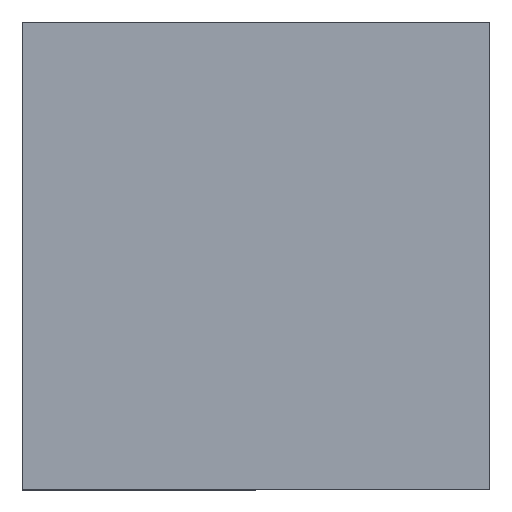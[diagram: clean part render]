
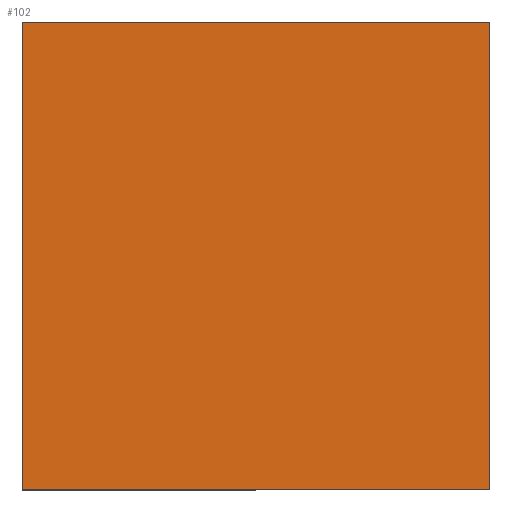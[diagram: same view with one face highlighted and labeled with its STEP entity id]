
A CAD part, top view. The second image highlights one B-rep face of the part: STEP entity #102.
In plain terms, the highlighted planar face has unit normal (0, 0, 1).
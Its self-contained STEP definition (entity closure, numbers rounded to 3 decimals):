
#1 = EDGE_LOOP ( 'NONE', ( #172, #109, #41, #58 ) ) ;
#3 = CARTESIAN_POINT ( 'NONE',  ( -25.4, 25.4, 3. ) ) ;
#5 = DIRECTION ( 'NONE',  ( 0., -1., 0. ) ) ;
#8 = VERTEX_POINT ( 'NONE', #151 ) ;
#13 = DIRECTION ( 'NONE',  ( 1., 0., 0. ) ) ;
#15 = CARTESIAN_POINT ( 'NONE',  ( -25.4, 25.4, 3. ) ) ;
#34 = DIRECTION ( 'NONE',  ( 0., 0., 1. ) ) ;
#41 = ORIENTED_EDGE ( 'NONE', *, *, #184, .T. ) ;
#44 = CARTESIAN_POINT ( 'NONE',  ( -25.4, -25.4, 3. ) ) ;
#58 = ORIENTED_EDGE ( 'NONE', *, *, #106, .T. ) ;
#61 = AXIS2_PLACEMENT_3D ( 'NONE', #180, #34, #13 ) ;
#66 = DIRECTION ( 'NONE',  ( -1., 0., 0. ) ) ;
#69 = FACE_OUTER_BOUND ( 'NONE', #1, .T. ) ;
#70 = CARTESIAN_POINT ( 'NONE',  ( 25.4, 25.4, 3. ) ) ;
#81 = LINE ( 'NONE', #70, #190 ) ;
#83 = CARTESIAN_POINT ( 'NONE',  ( 25.4, -25.4, 3. ) ) ;
#95 = DIRECTION ( 'NONE',  ( 1., 0., 0. ) ) ;
#100 = VERTEX_POINT ( 'NONE', #83 ) ;
#102 = ADVANCED_FACE ( 'NONE', ( #69 ), #157, .T. ) ;
#105 = VECTOR ( 'NONE', #5, 1000. ) ;
#106 = EDGE_CURVE ( 'NONE', #147, #193, #179, .T. ) ;
#109 = ORIENTED_EDGE ( 'NONE', *, *, #214, .T. ) ;
#127 = CARTESIAN_POINT ( 'NONE',  ( 25.4, 25.4, 3. ) ) ;
#129 = EDGE_CURVE ( 'NONE', #193, #8, #168, .T. ) ;
#147 = VERTEX_POINT ( 'NONE', #127 ) ;
#151 = CARTESIAN_POINT ( 'NONE',  ( -25.4, -25.4, 3. ) ) ;
#157 = PLANE ( 'NONE',  #61 ) ;
#160 = VECTOR ( 'NONE', #66, 1000. ) ;
#165 = DIRECTION ( 'NONE',  ( 0., 1., 0. ) ) ;
#168 = LINE ( 'NONE', #232, #105 ) ;
#172 = ORIENTED_EDGE ( 'NONE', *, *, #129, .T. ) ;
#179 = LINE ( 'NONE', #15, #160 ) ;
#180 = CARTESIAN_POINT ( 'NONE',  ( 0., 0., 3. ) ) ;
#181 = VECTOR ( 'NONE', #95, 1000. ) ;
#184 = EDGE_CURVE ( 'NONE', #100, #147, #81, .T. ) ;
#190 = VECTOR ( 'NONE', #165, 1000. ) ;
#193 = VERTEX_POINT ( 'NONE', #3 ) ;
#214 = EDGE_CURVE ( 'NONE', #8, #100, #223, .T. ) ;
#223 = LINE ( 'NONE', #44, #181 ) ;
#232 = CARTESIAN_POINT ( 'NONE',  ( -25.4, 25.4, 3. ) ) ;
